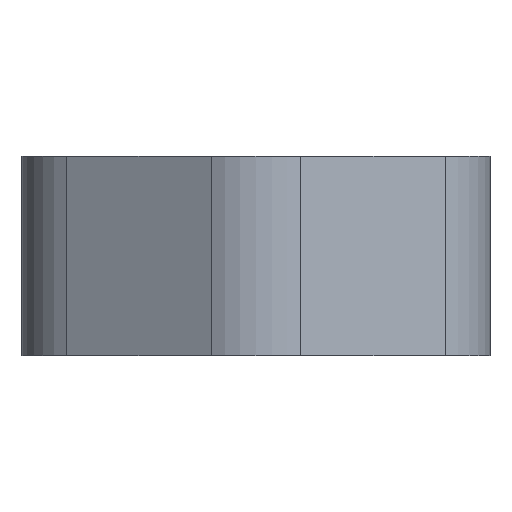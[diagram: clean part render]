
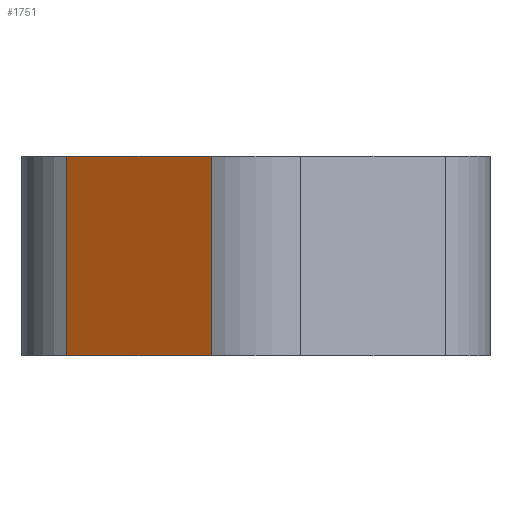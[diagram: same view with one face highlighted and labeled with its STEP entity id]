
A CAD part, left-side view. The second image highlights one B-rep face of the part: STEP entity #1751.
In plain terms, the highlighted planar face has unit normal (-0.866, 0.5, 0).
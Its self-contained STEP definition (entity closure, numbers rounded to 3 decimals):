
#23 = CARTESIAN_POINT ( 'NONE',  ( -16.117, 0., 0. ) ) ;
#65 = VECTOR ( 'NONE', #1130, 1000. ) ;
#88 = EDGE_LOOP ( 'NONE', ( #2297, #802, #903, #1217 ) ) ;
#94 = CARTESIAN_POINT ( 'NONE',  ( -16.117, 0., 0. ) ) ;
#103 = FACE_OUTER_BOUND ( 'NONE', #88, .T. ) ;
#235 = EDGE_CURVE ( 'NONE', #3114, #311, #3254, .T. ) ;
#262 = DIRECTION ( 'NONE',  ( 0.5, 0.866, 0. ) ) ;
#311 = VERTEX_POINT ( 'NONE', #3058 ) ;
#607 = CARTESIAN_POINT ( 'NONE',  ( -20.279, -7.208, 0. ) ) ;
#716 = VECTOR ( 'NONE', #1398, 1000. ) ;
#802 = ORIENTED_EDGE ( 'NONE', *, *, #3208, .F. ) ;
#903 = ORIENTED_EDGE ( 'NONE', *, *, #2150, .F. ) ;
#963 = CARTESIAN_POINT ( 'NONE',  ( -20.279, -7.208, 10. ) ) ;
#1130 = DIRECTION ( 'NONE',  ( 0., 0., 1. ) ) ;
#1140 = CARTESIAN_POINT ( 'NONE',  ( -20.279, -7.208, 0. ) ) ;
#1217 = ORIENTED_EDGE ( 'NONE', *, *, #3191, .T. ) ;
#1398 = DIRECTION ( 'NONE',  ( 0., 0., 1. ) ) ;
#1468 = VECTOR ( 'NONE', #262, 1000. ) ;
#1597 = VERTEX_POINT ( 'NONE', #23 ) ;
#1751 = ADVANCED_FACE ( 'NONE', ( #103 ), #3197, .F. ) ;
#1790 = CARTESIAN_POINT ( 'NONE',  ( -20.279, -7.208, 0. ) ) ;
#1848 = VECTOR ( 'NONE', #2269, 1000. ) ;
#2150 = EDGE_CURVE ( 'NONE', #2634, #1597, #2763, .T. ) ;
#2183 = DIRECTION ( 'NONE',  ( 0.5, 0.866, 0. ) ) ;
#2185 = CARTESIAN_POINT ( 'NONE',  ( -20.279, -7.208, 0. ) ) ;
#2269 = DIRECTION ( 'NONE',  ( 0.5, 0.866, 0. ) ) ;
#2297 = ORIENTED_EDGE ( 'NONE', *, *, #235, .T. ) ;
#2367 = LINE ( 'NONE', #607, #65 ) ;
#2546 = AXIS2_PLACEMENT_3D ( 'NONE', #1140, #2965, #2183 ) ;
#2608 = LINE ( 'NONE', #94, #716 ) ;
#2634 = VERTEX_POINT ( 'NONE', #2185 ) ;
#2763 = LINE ( 'NONE', #1790, #1468 ) ;
#2965 = DIRECTION ( 'NONE',  ( 0.866, -0.5, 0. ) ) ;
#3058 = CARTESIAN_POINT ( 'NONE',  ( -16.117, 0., 10. ) ) ;
#3059 = CARTESIAN_POINT ( 'NONE',  ( -20.279, -7.208, 10. ) ) ;
#3114 = VERTEX_POINT ( 'NONE', #3059 ) ;
#3191 = EDGE_CURVE ( 'NONE', #2634, #3114, #2367, .T. ) ;
#3197 = PLANE ( 'NONE',  #2546 ) ;
#3208 = EDGE_CURVE ( 'NONE', #1597, #311, #2608, .T. ) ;
#3254 = LINE ( 'NONE', #963, #1848 ) ;
